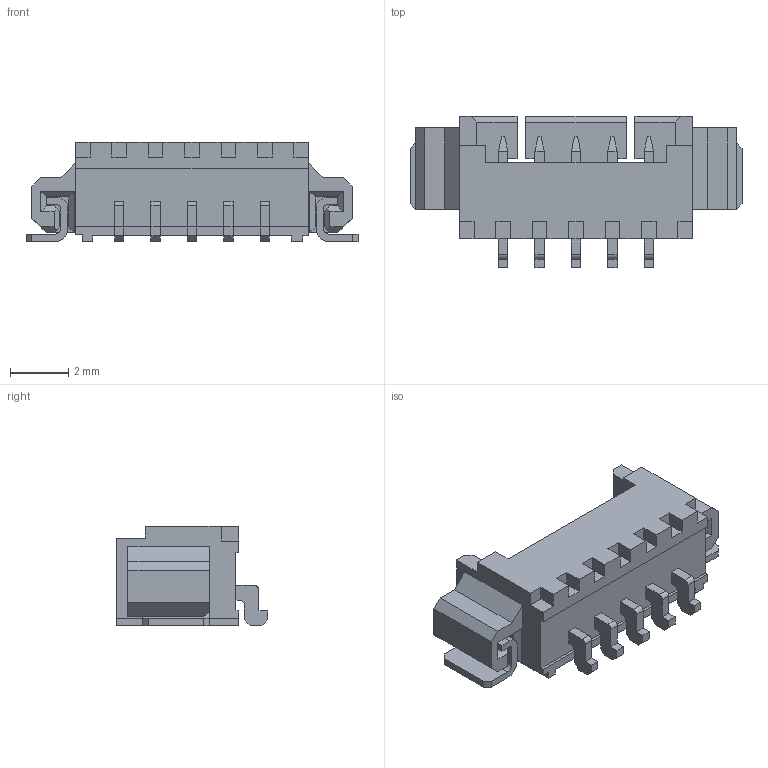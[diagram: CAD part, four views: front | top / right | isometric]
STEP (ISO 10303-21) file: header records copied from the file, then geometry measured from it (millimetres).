
FILE_DESCRIPTION((''),'2;1');
FILE_NAME('532610571','2014-11-12T',('me'),(''),'PRO/ENGINEER BY PARAMETRIC TECHNOLOGY CORPORATION, 2011490','PRO/ENGINEER BY PARAMETRIC TECHNOLOGY CORPORATION, 2011490','');
FILE_SCHEMA(('CONFIG_CONTROL_DESIGN'));
Length unit declared in the file: millimetre
Products named in the file (1): 532610571
Bounding box: 11.4 x 5.2 x 3.4 mm (x, y, z)
Volume: 70.1 mm3; surface area: 287.2 mm2
Topology: 1 solids, 1 shells, 282 faces, 797 edges, 536 vertices
Faces by surface type: plane 264, cylinder 18
Entity records: 8907 total; most frequent: CARTESIAN_POINT 1574, ORIENTED_EDGE 1524, DIRECTION 1403, EDGE_CURVE 762, VECTOR 757, LINE 757, VERTEX_POINT 494, AXIS2_PLACEMENT_3D 323
